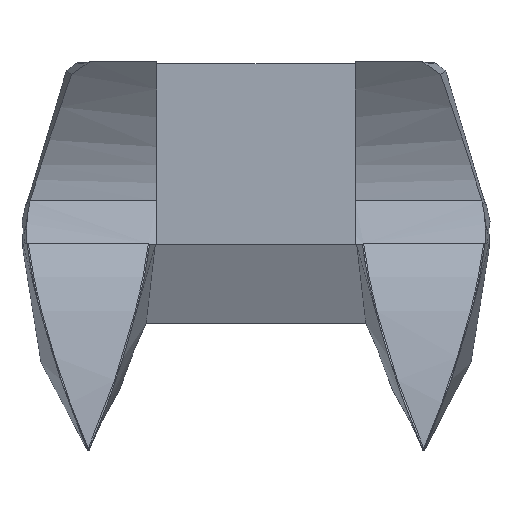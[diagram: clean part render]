
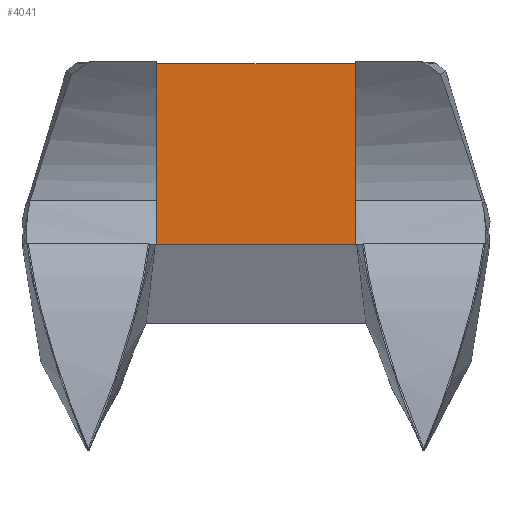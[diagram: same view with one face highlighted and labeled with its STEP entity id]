
A CAD part, left-side view. The second image highlights one B-rep face of the part: STEP entity #4041.
In plain terms, the highlighted planar face has unit normal (-1, 0, 0).
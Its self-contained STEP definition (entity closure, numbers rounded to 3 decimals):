
#94=LINE('',#6442,#390);
#194=LINE('',#8789,#490);
#197=LINE('',#9321,#493);
#228=LINE('',#10279,#524);
#277=LINE('',#10459,#573);
#345=LINE('',#12727,#641);
#349=LINE('',#13266,#645);
#360=LINE('',#13362,#656);
#390=VECTOR('',#4275,10.);
#490=VECTOR('',#4455,10.);
#493=VECTOR('',#4470,10.);
#524=VECTOR('',#4525,10.);
#573=VECTOR('',#4600,10.);
#641=VECTOR('',#4742,10.);
#645=VECTOR('',#4758,10.);
#656=VECTOR('',#4787,10.);
#777=PLANE('',#4203);
#988=FACE_OUTER_BOUND('',#1206,.T.);
#1206=EDGE_LOOP('',(#3731,#3732,#3733,#3734,#3735,#3736,#3737,#3738));
#1584=VERTEX_POINT('',#6363);
#1585=VERTEX_POINT('',#6365);
#1711=VERTEX_POINT('',#8772);
#1713=VERTEX_POINT('',#8787);
#1775=VERTEX_POINT('',#10276);
#1776=VERTEX_POINT('',#10278);
#1900=VERTEX_POINT('',#12711);
#1902=VERTEX_POINT('',#12726);
#2014=EDGE_CURVE('',#1584,#1585,#94,.T.);
#2203=EDGE_CURVE('',#1713,#1711,#194,.T.);
#2220=EDGE_CURVE('',#1711,#1585,#197,.T.);
#2288=EDGE_CURVE('',#1775,#1776,#228,.T.);
#2340=EDGE_CURVE('',#1584,#1775,#277,.T.);
#2495=EDGE_CURVE('',#1902,#1900,#345,.T.);
#2514=EDGE_CURVE('',#1900,#1776,#349,.T.);
#2526=EDGE_CURVE('',#1713,#1902,#360,.T.);
#3731=ORIENTED_EDGE('',*,*,#2526,.T.);
#3732=ORIENTED_EDGE('',*,*,#2495,.T.);
#3733=ORIENTED_EDGE('',*,*,#2514,.T.);
#3734=ORIENTED_EDGE('',*,*,#2288,.F.);
#3735=ORIENTED_EDGE('',*,*,#2340,.F.);
#3736=ORIENTED_EDGE('',*,*,#2014,.T.);
#3737=ORIENTED_EDGE('',*,*,#2220,.F.);
#3738=ORIENTED_EDGE('',*,*,#2203,.F.);
#4041=ADVANCED_FACE('',(#988),#777,.T.);
#4203=AXIS2_PLACEMENT_3D('',#13363,#4788,#4789);
#4275=DIRECTION('',(0.,0.,-1.));
#4455=DIRECTION('',(0.,0.,1.));
#4470=DIRECTION('',(0.,0.,1.));
#4525=DIRECTION('',(0.,0.,-1.));
#4600=DIRECTION('',(0.,-1.,0.));
#4742=DIRECTION('',(0.,0.,1.));
#4758=DIRECTION('',(0.,0.,1.));
#4787=DIRECTION('',(0.,-1.,0.));
#4788=DIRECTION('center_axis',(-1.,0.,0.));
#4789=DIRECTION('ref_axis',(0.,0.,1.));
#6363=CARTESIAN_POINT('',(69.135,162.552,635.029));
#6365=CARTESIAN_POINT('',(69.135,162.552,498.873));
#6442=CARTESIAN_POINT('',(69.135,162.552,479.999));
#8772=CARTESIAN_POINT('',(69.135,162.552,352.51));
#8787=CARTESIAN_POINT('',(69.135,162.552,338.627));
#8789=CARTESIAN_POINT('',(69.135,162.552,319.229));
#9321=CARTESIAN_POINT('',(69.135,162.552,319.229));
#10276=CARTESIAN_POINT('',(69.135,-162.552,635.029));
#10278=CARTESIAN_POINT('',(69.135,-162.552,498.873));
#10279=CARTESIAN_POINT('',(69.135,-162.552,479.999));
#10459=CARTESIAN_POINT('',(69.135,-172.776,635.029));
#12711=CARTESIAN_POINT('',(69.135,-162.552,352.51));
#12726=CARTESIAN_POINT('',(69.135,-162.552,338.627));
#12727=CARTESIAN_POINT('',(69.135,-162.552,319.229));
#13266=CARTESIAN_POINT('',(69.135,-162.552,319.229));
#13362=CARTESIAN_POINT('',(69.135,0.,338.627));
#13363=CARTESIAN_POINT('Origin',(69.135,0.,338.627));
